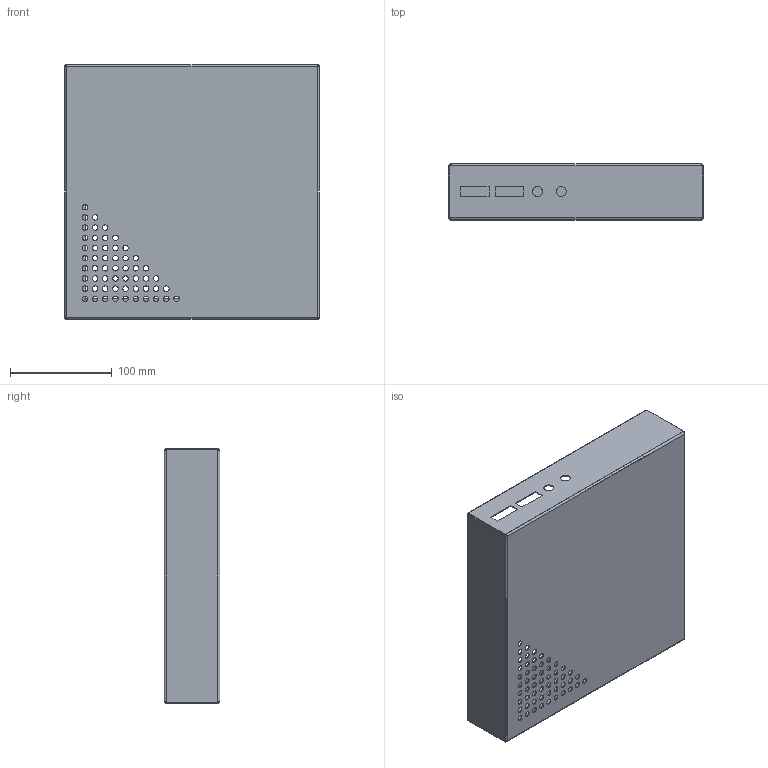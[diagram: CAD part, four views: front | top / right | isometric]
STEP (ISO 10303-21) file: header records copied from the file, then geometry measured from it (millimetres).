
FILE_DESCRIPTION((''),'2;1');
FILE_NAME('11','2023-04-19T',('joan'),(''),'PRO/ENGINEER BY PARAMETRIC TECHNOLOGY CORPORATION, 2012130','PRO/ENGINEER BY PARAMETRIC TECHNOLOGY CORPORATION, 2012130','');
FILE_SCHEMA(('CONFIG_CONTROL_DESIGN'));
Length unit declared in the file: millimetre
Products named in the file (1): 11
Bounding box: 250 x 55 x 250 mm (x, y, z)
Volume: 129904.1 mm3; surface area: 262524 mm2
Topology: 1 solids, 1 shells, 204 faces, 542 edges, 340 vertices
Faces by surface type: cylinder 134, plane 54, bspline 16
Entity records: 8976 total; most frequent: CARTESIAN_POINT 1836, DIRECTION 1122, ORIENTED_EDGE 1084, PRESENTATION_STYLE_ASSIGNMENT 543, STYLED_ITEM 543, CURVE_STYLE 542, EDGE_CURVE 542, AXIS2_PLACEMENT_3D 424
